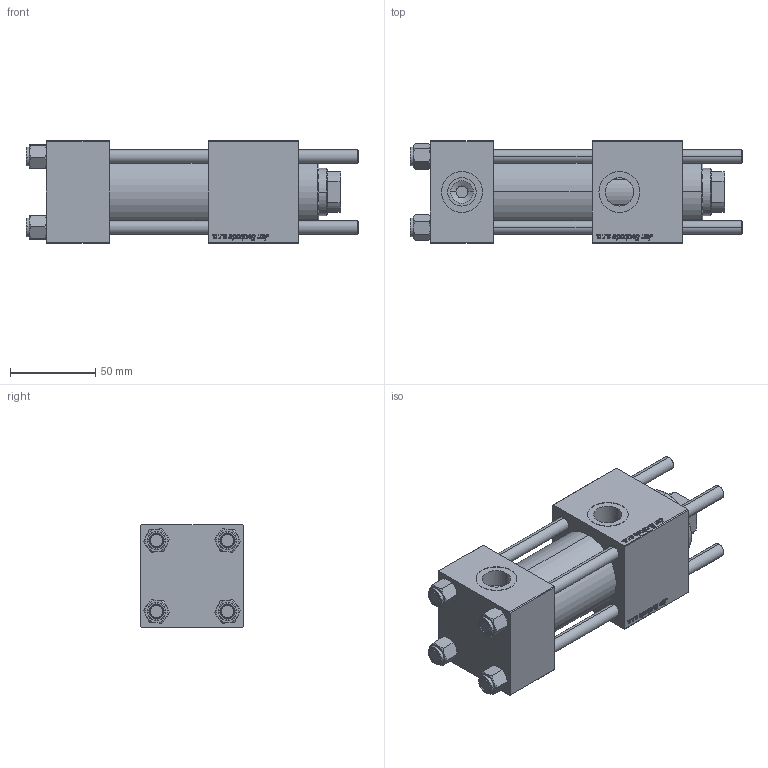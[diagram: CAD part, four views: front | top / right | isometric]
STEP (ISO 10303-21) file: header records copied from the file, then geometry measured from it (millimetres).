
FILE_DESCRIPTION (( 'STEP AP203' ), '1' );
FILE_NAME ('2d5e.STEP', '2023-08-26T16:25:09', ( '' ), ( '' ), 'SwSTEP 2.0', 'SolidWorks 2019', '' );
FILE_SCHEMA (( 'CONFIG_CONTROL_DESIGN' ));
Length unit declared in the file: millimetre
Products named in the file (6): V215CR_VCP_B 7374eaa26513a57b4cf6e95624756877; V215CR_B-1 7374eaa26513a57b4cf6e95624756877; NUT_M5_B 7374eaa26513a57b4cf6e95624756877; V215_VC_A 7374eaa26513a57b4cf6e95624756877; V215CR_B_TYCINKA 7374eaa26513a57b4cf6e95624756877; 2d5e
Assembly tree (11 placements, depth 2):
  2d5e
    V215CR_B-1 7374eaa26513a57b4cf6e95624756877
    V215CR_VCP_B 7374eaa26513a57b4cf6e95624756877
    NUT_M5_B 7374eaa26513a57b4cf6e95624756877  x4
    V215CR_B_TYCINKA 7374eaa26513a57b4cf6e95624756877  x4
    V215_VC_A 7374eaa26513a57b4cf6e95624756877
Bounding box: 195 x 60 x 60 mm (x, y, z)
Volume: 435574.3 mm3; surface area: 119856.2 mm2
Topology: 11 solids, 11 shells, 1159 faces, 2940 edges, 1909 vertices
Faces by surface type: bspline 504, plane 433, cone 136, cylinder 78, torus 8
Entity records: 56866 total; most frequent: CARTESIAN_POINT 34053, ORIENTED_EDGE 5372, DIRECTION 2928, EDGE_CURVE 2686, VERTEX_POINT 1765, VECTOR 1444, LINE 1444, EDGE_LOOP 1163
